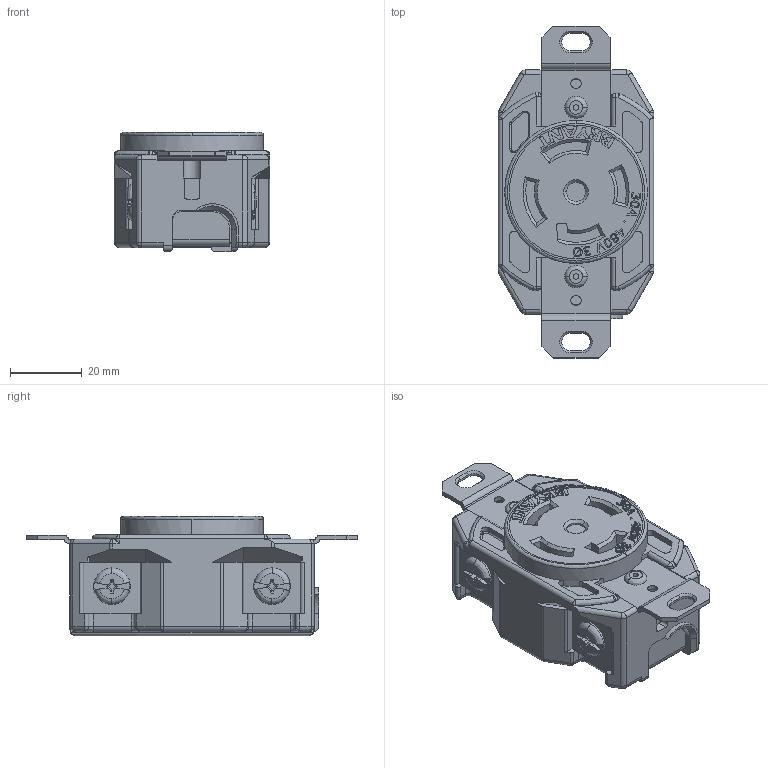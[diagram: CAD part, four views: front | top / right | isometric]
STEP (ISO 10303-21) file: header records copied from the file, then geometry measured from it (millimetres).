
FILE_DESCRIPTION (( 'STEP AP203' ), '1' );
FILE_NAME ('71630FR.STEP', '2023-06-12T12:43:37', ( '' ), ( '' ), 'SwSTEP 2.0', 'SolidWorks 2021', '' );
FILE_SCHEMA (( 'CONFIG_CONTROL_DESIGN' ));
Length unit declared in the file: inch
Products named in the file (1): 71630FR
Bounding box: 43.18 x 92.26 x 33.12 mm (x, y, z)
Volume: 70365.8 mm3; surface area: 17529.6 mm2
Topology: 1 solids, 10 shells, 1281 faces, 3433 edges, 2196 vertices
Faces by surface type: plane 692, cylinder 288, bspline 235, cone 58, torus 8
Entity records: 43081 total; most frequent: CARTESIAN_POINT 12595, ORIENTED_EDGE 6810, DIRECTION 5588, EDGE_CURVE 3405, VERTEX_POINT 2196, VECTOR 2148, LINE 2148, AXIS2_PLACEMENT_3D 1720
